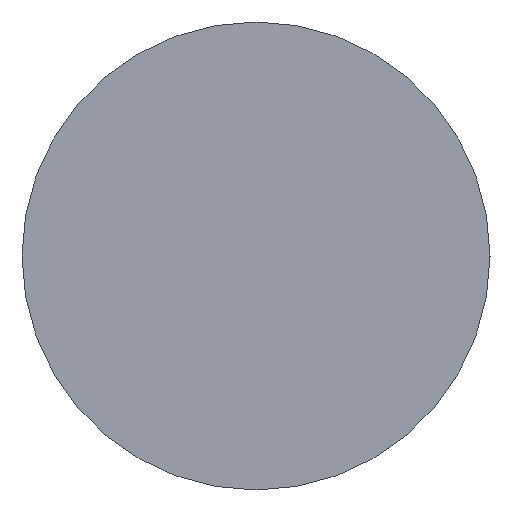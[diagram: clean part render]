
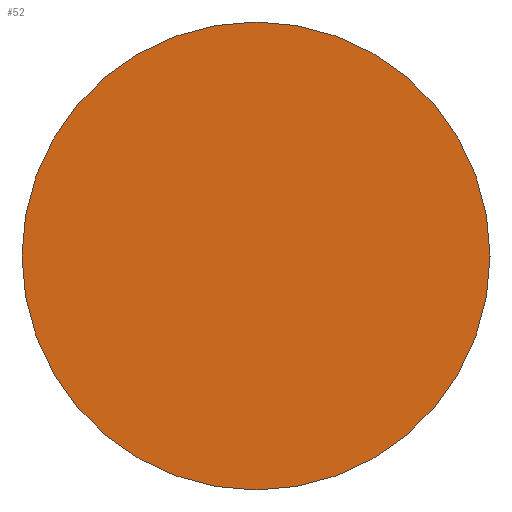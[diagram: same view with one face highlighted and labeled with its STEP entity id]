
A CAD part, left-side view. The second image highlights one B-rep face of the part: STEP entity #52.
In plain terms, the highlighted planar face has unit normal (-1, 0, 0).
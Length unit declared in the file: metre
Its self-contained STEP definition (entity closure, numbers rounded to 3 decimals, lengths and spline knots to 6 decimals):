
#23=ORIENTED_EDGE('',*,*,#29,.T.);
#29=EDGE_CURVE('',#32,#32,#35,.T.);
#32=VERTEX_POINT('',#97);
#35=CIRCLE('',#71,0.003175);
#38=EDGE_LOOP('',(#23));
#44=FACE_BOUND('',#38,.T.);
#50=PLANE('',#70);
#52=ADVANCED_FACE('',(#44),#50,.F.);
#70=AXIS2_PLACEMENT_3D('',#95,#81,#82);
#71=AXIS2_PLACEMENT_3D('',#96,#83,#84);
#81=DIRECTION('',(1.,0.,0.));
#82=DIRECTION('',(0.,-1.,0.));
#83=DIRECTION('',(-1.,0.,0.));
#84=DIRECTION('',(0.,-1.,0.));
#95=CARTESIAN_POINT('',(-0.428192,-0.176801,0.063663));
#96=CARTESIAN_POINT('',(-0.428192,0.320732,0.0462));
#97=CARTESIAN_POINT('',(-0.428192,0.317557,0.0462));
